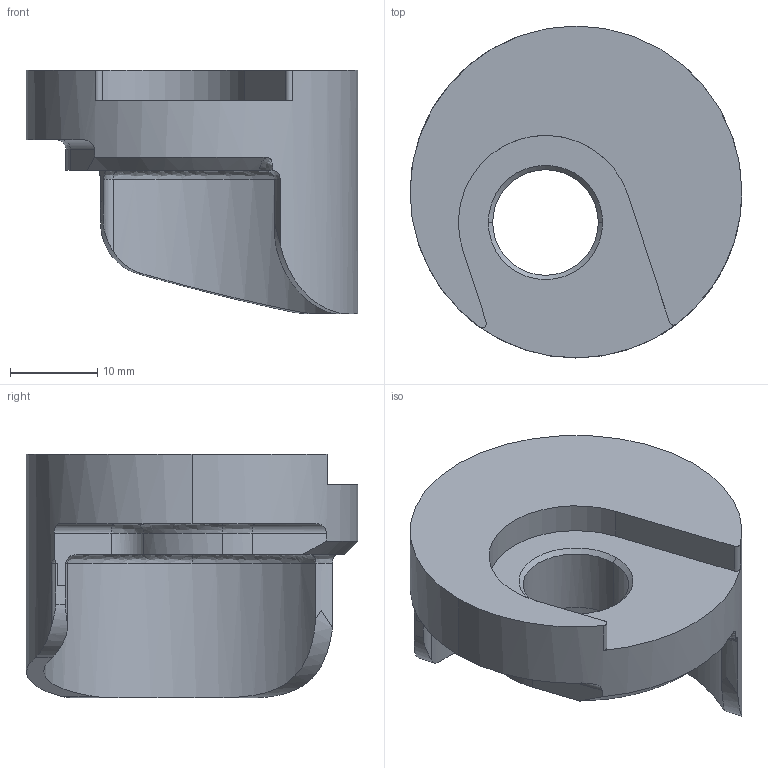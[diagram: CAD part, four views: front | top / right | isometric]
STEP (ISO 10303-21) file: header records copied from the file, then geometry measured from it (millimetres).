
FILE_DESCRIPTION (( 'STEP AP214' ), '1' );
FILE_NAME ('DR0065L.STEP', '2018-04-02T19:42:10', ( 'Accounting' ), ( 'Microsoft' ), 'SwSTEP 2.0', 'SolidWorks 2018', '' );
FILE_SCHEMA (( 'AUTOMOTIVE_DESIGN' ));
Length unit declared in the file: inch
Products named in the file (1): DR0065L
Bounding box: 38.1 x 38.1 x 27.94 mm (x, y, z)
Volume: 9635.5 mm3; surface area: 6026 mm2
Topology: 1 solids, 1 shells, 58 faces, 152 edges, 96 vertices
Faces by surface type: cylinder 27, bspline 14, plane 14, cone 3
Entity records: 2729 total; most frequent: CARTESIAN_POINT 1372, ORIENTED_EDGE 304, DIRECTION 242, EDGE_CURVE 152, VERTEX_POINT 96, AXIS2_PLACEMENT_3D 94, EDGE_LOOP 60, FACE_OUTER_BOUND 58
